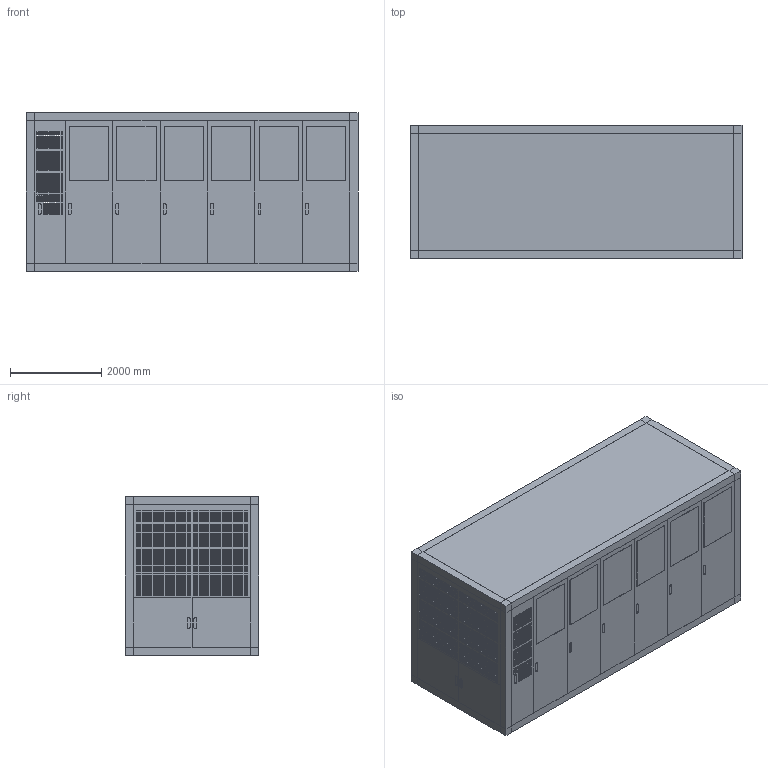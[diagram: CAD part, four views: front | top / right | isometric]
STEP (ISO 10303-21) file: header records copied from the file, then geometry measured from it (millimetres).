
FILE_DESCRIPTION(('FreeCAD Model'),'2;1');
FILE_NAME('Open CASCADE Shape Model','2025-05-29T08:07:14',('FreeCAD'),( 'FreeCAD'),'Open CASCADE STEP processor 7.6','FreeCAD','Unknown');
FILE_SCHEMA(('AUTOMOTIVE_DESIGN { 1 0 10303 214 1 1 1 1 }'));
Products named in the file (1): Open CASCADE STEP translator 7.6 1
Bounding box: 7260.05 x 2921.76 x 3471.83 mm (x, y, z)
Volume: 3022397737.5 mm3; surface area: 224618944.5 mm2
Topology: 1 solids, 1 shells, 1502 faces, 4338 edges, 2868 vertices
Faces by surface type: bspline 1502
Entity records: 45102 total; most frequent: CARTESIAN_POINT 17809, ORIENTED_EDGE 8676, EDGE_CURVE 4338, B_SPLINE_CURVE_WITH_KNOTS 4210, VERTEX_POINT 2868, FACE_BOUND 2122, EDGE_LOOP 2122, ADVANCED_FACE 1502
